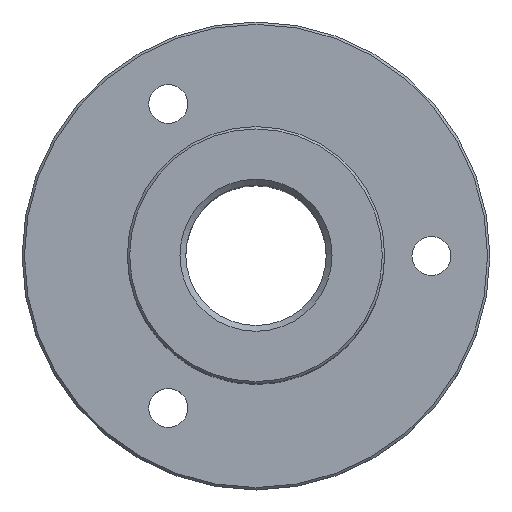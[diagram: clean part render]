
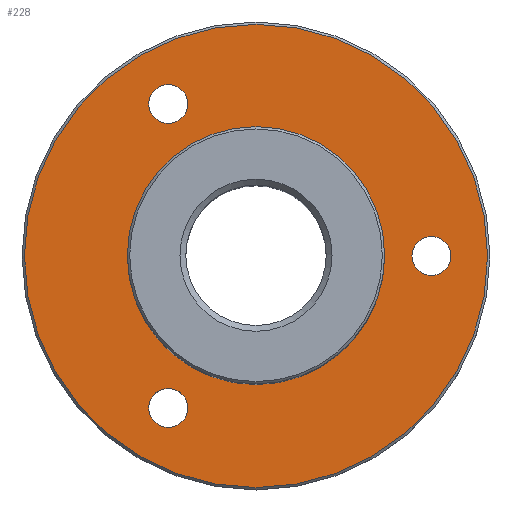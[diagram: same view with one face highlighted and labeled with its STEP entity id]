
A CAD part, top view. The second image highlights one B-rep face of the part: STEP entity #228.
In plain terms, the highlighted planar face has unit normal (0, 0, 1).
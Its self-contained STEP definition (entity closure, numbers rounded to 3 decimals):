
#30=FACE_BOUND('',#62,.T.);
#31=FACE_BOUND('',#63,.T.);
#32=FACE_BOUND('',#64,.T.);
#33=FACE_BOUND('',#65,.T.);
#39=PLANE('',#264);
#46=FACE_OUTER_BOUND('',#61,.T.);
#61=EDGE_LOOP('',(#180));
#62=EDGE_LOOP('',(#181));
#63=EDGE_LOOP('',(#182));
#64=EDGE_LOOP('',(#183));
#65=EDGE_LOOP('',(#184));
#103=CIRCLE('',#258,11.);
#104=CIRCLE('',#260,19.8);
#107=CIRCLE('',#265,1.666);
#108=CIRCLE('',#266,1.666);
#109=CIRCLE('',#267,1.666);
#120=VERTEX_POINT('',#378);
#121=VERTEX_POINT('',#382);
#124=VERTEX_POINT('',#392);
#125=VERTEX_POINT('',#394);
#126=VERTEX_POINT('',#396);
#139=EDGE_CURVE('',#120,#120,#103,.T.);
#140=EDGE_CURVE('',#121,#121,#104,.T.);
#145=EDGE_CURVE('',#124,#124,#107,.F.);
#146=EDGE_CURVE('',#125,#125,#108,.F.);
#147=EDGE_CURVE('',#126,#126,#109,.F.);
#180=ORIENTED_EDGE('',*,*,#140,.F.);
#181=ORIENTED_EDGE('',*,*,#145,.T.);
#182=ORIENTED_EDGE('',*,*,#146,.T.);
#183=ORIENTED_EDGE('',*,*,#139,.T.);
#184=ORIENTED_EDGE('',*,*,#147,.T.);
#228=ADVANCED_FACE('',(#46,#30,#31,#32,#33),#39,.T.);
#258=AXIS2_PLACEMENT_3D('',#380,#303,#304);
#260=AXIS2_PLACEMENT_3D('',#383,#307,#308);
#264=AXIS2_PLACEMENT_3D('',#391,#317,#318);
#265=AXIS2_PLACEMENT_3D('',#393,#319,#320);
#266=AXIS2_PLACEMENT_3D('',#395,#321,#322);
#267=AXIS2_PLACEMENT_3D('',#397,#323,#324);
#303=DIRECTION('center_axis',(0.,0.,-1.));
#304=DIRECTION('ref_axis',(1.,0.,0.));
#307=DIRECTION('center_axis',(0.,0.,-1.));
#308=DIRECTION('ref_axis',(1.,0.,0.));
#317=DIRECTION('center_axis',(0.,0.,1.));
#318=DIRECTION('ref_axis',(1.,0.,0.));
#319=DIRECTION('center_axis',(0.,0.,1.));
#320=DIRECTION('ref_axis',(1.,0.,0.));
#321=DIRECTION('center_axis',(0.,0.,1.));
#322=DIRECTION('ref_axis',(1.,0.,0.));
#323=DIRECTION('center_axis',(0.,0.,1.));
#324=DIRECTION('ref_axis',(1.,0.,0.));
#378=CARTESIAN_POINT('',(-11.,0.,6.));
#380=CARTESIAN_POINT('Origin',(0.,0.,6.));
#382=CARTESIAN_POINT('',(-19.8,0.,6.));
#383=CARTESIAN_POINT('Origin',(0.,0.,6.));
#391=CARTESIAN_POINT('Origin',(0.,0.,6.));
#392=CARTESIAN_POINT('',(-9.166,12.99,6.));
#393=CARTESIAN_POINT('Origin',(-7.5,12.99,6.));
#394=CARTESIAN_POINT('',(-9.166,-12.99,6.));
#395=CARTESIAN_POINT('Origin',(-7.5,-12.99,6.));
#396=CARTESIAN_POINT('',(13.334,0.,6.));
#397=CARTESIAN_POINT('Origin',(15.,0.,6.));
